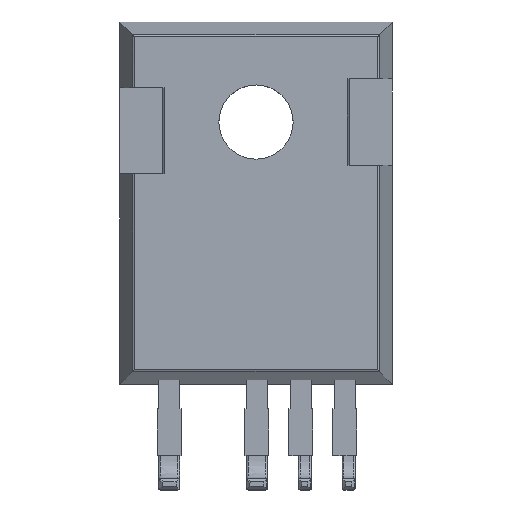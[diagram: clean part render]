
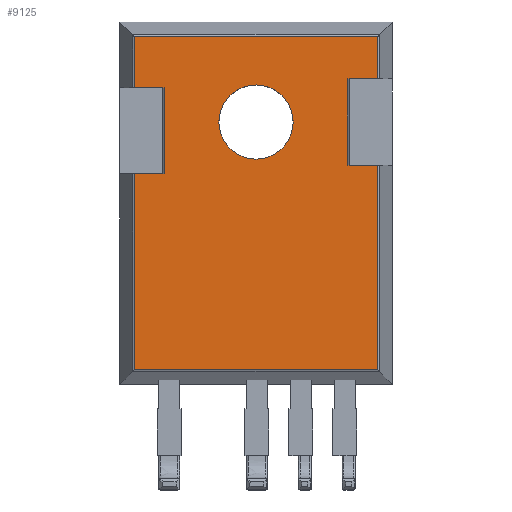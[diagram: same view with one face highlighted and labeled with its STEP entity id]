
A CAD part, top view. The second image highlights one B-rep face of the part: STEP entity #9125.
In plain terms, the highlighted planar face has unit normal (0, 0, 1).
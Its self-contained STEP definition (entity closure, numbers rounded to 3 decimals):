
#9125 = ADVANCED_FACE('',(#9126,#9256),#9267,.T.);
#9126 = FACE_BOUND('',#9127,.T.);
#9127 = EDGE_LOOP('',(#9128,#9138,#9146,#9154,#9162,#9170,#9178,#9186,
    #9194,#9202,#9210,#9218,#9226,#9234,#9242,#9250));
#9128 = ORIENTED_EDGE('',*,*,#9129,.F.);
#9129 = EDGE_CURVE('',#9130,#9132,#9134,.T.);
#9130 = VERTEX_POINT('',#9131);
#9131 = CARTESIAN_POINT('',(13.3,-3.3,5.1));
#9132 = VERTEX_POINT('',#9133);
#9133 = CARTESIAN_POINT('',(13.2,-3.3,5.1));
#9134 = LINE('',#9135,#9136);
#9135 = CARTESIAN_POINT('',(10.6,-3.3,5.1));
#9136 = VECTOR('',#9137,1.);
#9137 = DIRECTION('',(-1.,0.,0.));
#9138 = ORIENTED_EDGE('',*,*,#9139,.T.);
#9139 = EDGE_CURVE('',#9130,#9140,#9142,.T.);
#9140 = VERTEX_POINT('',#9141);
#9141 = CARTESIAN_POINT('',(14.957,-3.3,5.1));
#9142 = LINE('',#9143,#9144);
#9143 = CARTESIAN_POINT('',(13.3,-3.3,5.1));
#9144 = VECTOR('',#9145,1.);
#9145 = DIRECTION('',(1.,0.,0.));
#9146 = ORIENTED_EDGE('',*,*,#9147,.T.);
#9147 = EDGE_CURVE('',#9140,#9148,#9150,.T.);
#9148 = VERTEX_POINT('',#9149);
#9149 = CARTESIAN_POINT('',(14.957,-0.843,5.1));
#9150 = LINE('',#9151,#9152);
#9151 = CARTESIAN_POINT('',(14.957,-20.233,5.1));
#9152 = VECTOR('',#9153,1.);
#9153 = DIRECTION('',(0.,1.,0.));
#9154 = ORIENTED_EDGE('',*,*,#9155,.T.);
#9155 = EDGE_CURVE('',#9148,#9156,#9158,.T.);
#9156 = VERTEX_POINT('',#9157);
#9157 = CARTESIAN_POINT('',(0.843,-0.843,5.1));
#9158 = LINE('',#9159,#9160);
#9159 = CARTESIAN_POINT('',(15.033,-0.843,5.1));
#9160 = VECTOR('',#9161,1.);
#9161 = DIRECTION('',(-1.,0.,0.));
#9162 = ORIENTED_EDGE('',*,*,#9163,.T.);
#9163 = EDGE_CURVE('',#9156,#9164,#9166,.T.);
#9164 = VERTEX_POINT('',#9165);
#9165 = CARTESIAN_POINT('',(0.843,-3.8,5.1));
#9166 = LINE('',#9167,#9168);
#9167 = CARTESIAN_POINT('',(0.843,-0.767,5.1));
#9168 = VECTOR('',#9169,1.);
#9169 = DIRECTION('',(0.,-1.,0.));
#9170 = ORIENTED_EDGE('',*,*,#9171,.F.);
#9171 = EDGE_CURVE('',#9172,#9164,#9174,.T.);
#9172 = VERTEX_POINT('',#9173);
#9173 = CARTESIAN_POINT('',(2.5,-3.8,5.1));
#9174 = LINE('',#9175,#9176);
#9175 = CARTESIAN_POINT('',(2.5,-3.8,5.1));
#9176 = VECTOR('',#9177,1.);
#9177 = DIRECTION('',(-1.,0.,0.));
#9178 = ORIENTED_EDGE('',*,*,#9179,.T.);
#9179 = EDGE_CURVE('',#9172,#9180,#9182,.T.);
#9180 = VERTEX_POINT('',#9181);
#9181 = CARTESIAN_POINT('',(2.6,-3.8,5.1));
#9182 = LINE('',#9183,#9184);
#9183 = CARTESIAN_POINT('',(5.2,-3.8,5.1));
#9184 = VECTOR('',#9185,1.);
#9185 = DIRECTION('',(1.,0.,0.));
#9186 = ORIENTED_EDGE('',*,*,#9187,.F.);
#9187 = EDGE_CURVE('',#9188,#9180,#9190,.T.);
#9188 = VERTEX_POINT('',#9189);
#9189 = CARTESIAN_POINT('',(2.6,-8.8,5.1));
#9190 = LINE('',#9191,#9192);
#9191 = CARTESIAN_POINT('',(2.6,-8.8,5.1));
#9192 = VECTOR('',#9193,1.);
#9193 = DIRECTION('',(0.,1.,0.));
#9194 = ORIENTED_EDGE('',*,*,#9195,.F.);
#9195 = EDGE_CURVE('',#9196,#9188,#9198,.T.);
#9196 = VERTEX_POINT('',#9197);
#9197 = CARTESIAN_POINT('',(2.5,-8.8,5.1));
#9198 = LINE('',#9199,#9200);
#9199 = CARTESIAN_POINT('',(3.95,-8.8,5.1));
#9200 = VECTOR('',#9201,1.);
#9201 = DIRECTION('',(1.,0.,0.));
#9202 = ORIENTED_EDGE('',*,*,#9203,.F.);
#9203 = EDGE_CURVE('',#9204,#9196,#9206,.T.);
#9204 = VERTEX_POINT('',#9205);
#9205 = CARTESIAN_POINT('',(0.843,-8.8,5.1));
#9206 = LINE('',#9207,#9208);
#9207 = CARTESIAN_POINT('',(0.,-8.8,5.1));
#9208 = VECTOR('',#9209,1.);
#9209 = DIRECTION('',(1.,0.,0.));
#9210 = ORIENTED_EDGE('',*,*,#9211,.T.);
#9211 = EDGE_CURVE('',#9204,#9212,#9214,.T.);
#9212 = VERTEX_POINT('',#9213);
#9213 = CARTESIAN_POINT('',(0.843,-20.157,5.1));
#9214 = LINE('',#9215,#9216);
#9215 = CARTESIAN_POINT('',(0.843,-0.767,5.1));
#9216 = VECTOR('',#9217,1.);
#9217 = DIRECTION('',(0.,-1.,0.));
#9218 = ORIENTED_EDGE('',*,*,#9219,.T.);
#9219 = EDGE_CURVE('',#9212,#9220,#9222,.T.);
#9220 = VERTEX_POINT('',#9221);
#9221 = CARTESIAN_POINT('',(14.957,-20.157,5.1));
#9222 = LINE('',#9223,#9224);
#9223 = CARTESIAN_POINT('',(0.767,-20.157,5.1));
#9224 = VECTOR('',#9225,1.);
#9225 = DIRECTION('',(1.,0.,0.));
#9226 = ORIENTED_EDGE('',*,*,#9227,.T.);
#9227 = EDGE_CURVE('',#9220,#9228,#9230,.T.);
#9228 = VERTEX_POINT('',#9229);
#9229 = CARTESIAN_POINT('',(14.957,-8.3,5.1));
#9230 = LINE('',#9231,#9232);
#9231 = CARTESIAN_POINT('',(14.957,-20.233,5.1));
#9232 = VECTOR('',#9233,1.);
#9233 = DIRECTION('',(0.,1.,0.));
#9234 = ORIENTED_EDGE('',*,*,#9235,.T.);
#9235 = EDGE_CURVE('',#9228,#9236,#9238,.T.);
#9236 = VERTEX_POINT('',#9237);
#9237 = CARTESIAN_POINT('',(13.3,-8.3,5.1));
#9238 = LINE('',#9239,#9240);
#9239 = CARTESIAN_POINT('',(15.8,-8.3,5.1));
#9240 = VECTOR('',#9241,1.);
#9241 = DIRECTION('',(-1.,0.,0.));
#9242 = ORIENTED_EDGE('',*,*,#9243,.T.);
#9243 = EDGE_CURVE('',#9236,#9244,#9246,.T.);
#9244 = VERTEX_POINT('',#9245);
#9245 = CARTESIAN_POINT('',(13.2,-8.3,5.1));
#9246 = LINE('',#9247,#9248);
#9247 = CARTESIAN_POINT('',(11.85,-8.3,5.1));
#9248 = VECTOR('',#9249,1.);
#9249 = DIRECTION('',(-1.,0.,0.));
#9250 = ORIENTED_EDGE('',*,*,#9251,.F.);
#9251 = EDGE_CURVE('',#9132,#9244,#9252,.T.);
#9252 = LINE('',#9253,#9254);
#9253 = CARTESIAN_POINT('',(13.2,-3.3,5.1));
#9254 = VECTOR('',#9255,1.);
#9255 = DIRECTION('',(0.,-1.,0.));
#9256 = FACE_BOUND('',#9257,.T.);
#9257 = EDGE_LOOP('',(#9258));
#9258 = ORIENTED_EDGE('',*,*,#9259,.F.);
#9259 = EDGE_CURVE('',#9260,#9260,#9262,.T.);
#9260 = VERTEX_POINT('',#9261);
#9261 = CARTESIAN_POINT('',(10.05,-5.8,5.1));
#9262 = CIRCLE('',#9263,2.15);
#9263 = AXIS2_PLACEMENT_3D('',#9264,#9265,#9266);
#9264 = CARTESIAN_POINT('',(7.9,-5.8,5.1));
#9265 = DIRECTION('',(0.,0.,1.));
#9266 = DIRECTION('',(1.,0.,0.));
#9267 = PLANE('',#9268);
#9268 = AXIS2_PLACEMENT_3D('',#9269,#9270,#9271);
#9269 = CARTESIAN_POINT('',(7.9,-10.5,5.1));
#9270 = DIRECTION('',(0.,0.,1.));
#9271 = DIRECTION('',(1.,0.,0.));
